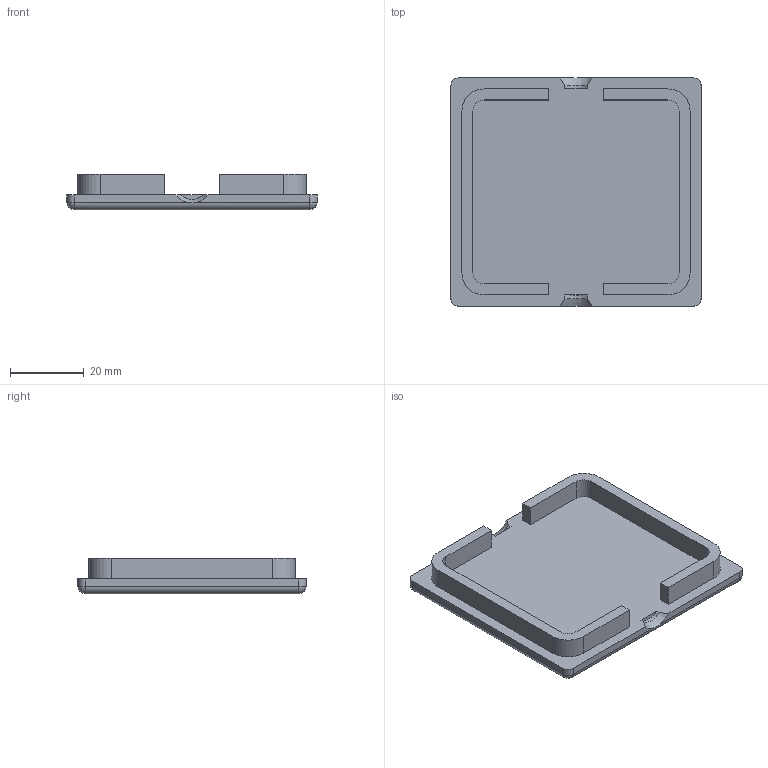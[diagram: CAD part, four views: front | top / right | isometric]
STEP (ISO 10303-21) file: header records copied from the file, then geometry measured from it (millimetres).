
FILE_DESCRIPTION(/* description */ (''),/* implementation_level */ '2;1');
FILE_NAME(/* name */ 'Imps Case Bottom.step',/* time_stamp */ '2024-06-01T16:55:58-07:00',/* author */ (''),/* organization */ (''),/* preprocessor_version */ 'ST-DEVELOPER v20',/* originating_system */ 'Autodesk Translation Framework v12.14.0.127',/* authorisation */ '');
FILE_SCHEMA (('AUTOMOTIVE_DESIGN { 1 0 10303 214 3 1 1 }'));
Length unit declared in the file: millimetre
Products named in the file (1): IMPS Enclosure
Bounding box: 68 x 62 x 9.6 mm (x, y, z)
Volume: 19716.3 mm3; surface area: 11375.2 mm2
Topology: 1 solids, 1 shells, 52 faces, 132 edges, 84 vertices
Faces by surface type: plane 28, cylinder 18, sphere 4, cone 2
Entity records: 1606 total; most frequent: CARTESIAN_POINT 295, DIRECTION 272, ORIENTED_EDGE 264, EDGE_CURVE 132, AXIS2_PLACEMENT_3D 93, LINE 86, VECTOR 86, VERTEX_POINT 84
